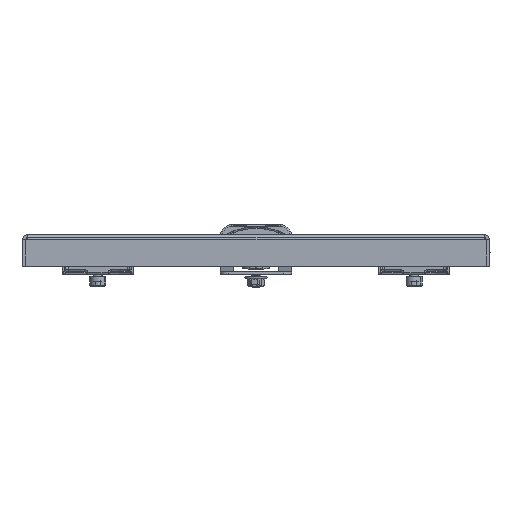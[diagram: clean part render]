
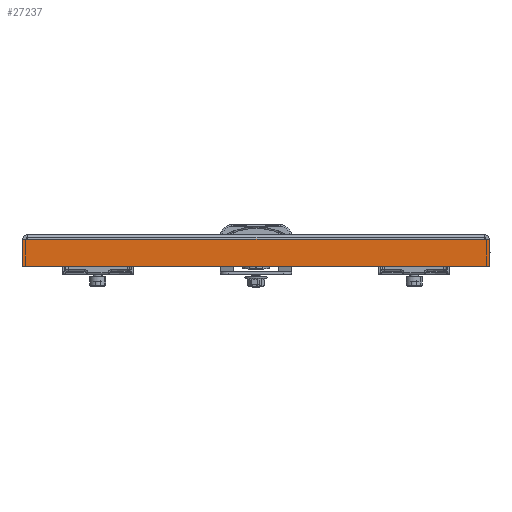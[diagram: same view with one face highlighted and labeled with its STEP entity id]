
A CAD part, left-side view. The second image highlights one B-rep face of the part: STEP entity #27237.
In plain terms, the highlighted planar face has unit normal (-1, 0, 0).
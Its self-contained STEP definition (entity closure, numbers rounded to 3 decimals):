
#1894 = CARTESIAN_POINT ( 'NONE',  ( -497., -147.5, -3. ) ) ;
#1896 = CARTESIAN_POINT ( 'NONE',  ( -497., 147.5, -20. ) ) ;
#1899 = CARTESIAN_POINT ( 'NONE',  ( -497., 147.5, -3. ) ) ;
#1900 = CARTESIAN_POINT ( 'NONE',  ( -497., -147.5, -20. ) ) ;
#1901 = CARTESIAN_POINT ( 'NONE',  ( -497., -144.5, -3. ) ) ;
#1904 = CARTESIAN_POINT ( 'NONE',  ( -497., 144.5, -3. ) ) ;
#5700 = EDGE_CURVE ( 'NONE', #24937, #24942, #14951, .T. ) ;
#5701 = EDGE_CURVE ( 'NONE', #24939, #24932, #14950, .T. ) ;
#5704 = EDGE_CURVE ( 'NONE', #24937, #24934, #14959, .T. ) ;
#5708 = EDGE_CURVE ( 'NONE', #24938, #24932, #14963, .T. ) ;
#5711 = EDGE_CURVE ( 'NONE', #24934, #24938, #14967, .T. ) ;
#5714 = EDGE_CURVE ( 'NONE', #24942, #24939, #14979, .T. ) ;
#6481 = CARTESIAN_POINT ( 'NONE',  ( -497., -147.5, -3. ) ) ;
#14950 = LINE ( 'NONE', #6481, #14956 ) ;
#14951 = LINE ( 'NONE', #29256, #14954 ) ;
#14954 = VECTOR ( 'NONE', #29192, 1000. ) ;
#14956 = VECTOR ( 'NONE', #29370, 1000. ) ;
#14959 = LINE ( 'NONE', #29213, #14962 ) ;
#14962 = VECTOR ( 'NONE', #29216, 1000. ) ;
#14963 = LINE ( 'NONE', #29249, #14970 ) ;
#14967 = LINE ( 'NONE', #29286, #14976 ) ;
#14970 = VECTOR ( 'NONE', #29199, 1000. ) ;
#14976 = VECTOR ( 'NONE', #29426, 1000. ) ;
#14979 = LINE ( 'NONE', #29400, #14982 ) ;
#14982 = VECTOR ( 'NONE', #29444, 1000. ) ;
#21049 = EDGE_LOOP ( 'NONE', ( #26806, #26805, #26804, #26803, #26802, #26801 ) ) ;
#24932 = VERTEX_POINT ( 'NONE', #1894 ) ;
#24934 = VERTEX_POINT ( 'NONE', #1896 ) ;
#24937 = VERTEX_POINT ( 'NONE', #1899 ) ;
#24938 = VERTEX_POINT ( 'NONE', #1900 ) ;
#24939 = VERTEX_POINT ( 'NONE', #1901 ) ;
#24942 = VERTEX_POINT ( 'NONE', #1904 ) ;
#26801 = ORIENTED_EDGE ( 'NONE', *, *, #5714, .F. ) ;
#26802 = ORIENTED_EDGE ( 'NONE', *, *, #5701, .F. ) ;
#26803 = ORIENTED_EDGE ( 'NONE', *, *, #5708, .T. ) ;
#26804 = ORIENTED_EDGE ( 'NONE', *, *, #5711, .T. ) ;
#26805 = ORIENTED_EDGE ( 'NONE', *, *, #5704, .T. ) ;
#26806 = ORIENTED_EDGE ( 'NONE', *, *, #5700, .F. ) ;
#27237 = ADVANCED_FACE ( 'NONE', ( #31883 ), #32358, .F. ) ;
#29192 = DIRECTION ( 'NONE',  ( 0., -1., 0. ) ) ;
#29199 = DIRECTION ( 'NONE',  ( 0., 0., 1. ) ) ;
#29213 = CARTESIAN_POINT ( 'NONE',  ( -497., 147.5, 0. ) ) ;
#29216 = DIRECTION ( 'NONE',  ( 0., 0., -1. ) ) ;
#29249 = CARTESIAN_POINT ( 'NONE',  ( -497., -147.5, 0. ) ) ;
#29256 = CARTESIAN_POINT ( 'NONE',  ( -497., -147.5, -3. ) ) ;
#29286 = CARTESIAN_POINT ( 'NONE',  ( -497., 0., -20. ) ) ;
#29370 = DIRECTION ( 'NONE',  ( 0., -1., 0. ) ) ;
#29400 = CARTESIAN_POINT ( 'NONE',  ( -497., -147.5, -3. ) ) ;
#29426 = DIRECTION ( 'NONE',  ( 0., -1., 0. ) ) ;
#29444 = DIRECTION ( 'NONE',  ( 0., -1., 0. ) ) ;
#31883 = FACE_OUTER_BOUND ( 'NONE', #21049, .T. ) ;
#32351 = CARTESIAN_POINT ( 'NONE',  ( -497., 0., 0. ) ) ;
#32358 = PLANE ( 'NONE',  #32945 ) ;
#32360 = DIRECTION ( 'NONE',  ( 1., 0., 0. ) ) ;
#32361 = DIRECTION ( 'NONE',  ( 0., 0., -1. ) ) ;
#32945 = AXIS2_PLACEMENT_3D ( 'NONE', #32351, #32360, #32361 ) ;
